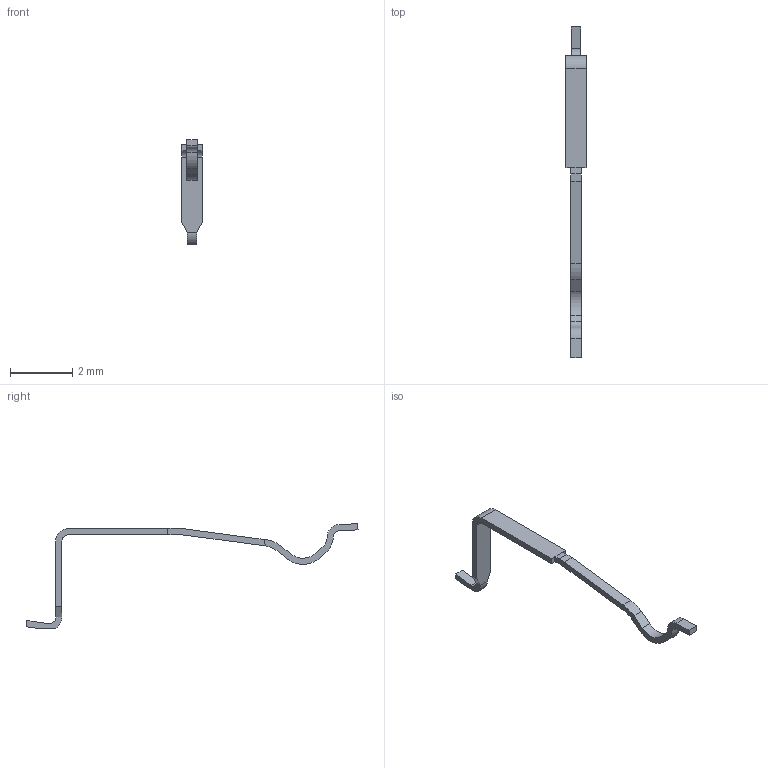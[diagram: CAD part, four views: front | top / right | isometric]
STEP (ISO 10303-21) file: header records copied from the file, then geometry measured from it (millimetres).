
FILE_DESCRIPTION((''),'2;1');
FILE_NAME('FCI_10058937-100ABTLF-.stp','2013-01-09T10:35:28',(''),(''),'Mechanical Desktop 2011','Mechanical Desktop 2011',', , ');
FILE_SCHEMA(('AUTOMOTIVE_DESIGN { 1 2 10303 214 1 1 1 1 }'));
Length unit declared in the file: millimetre
Products named in the file (1): Product
Bounding box: 0.65 x 10.65 x 3.36 mm (x, y, z)
Volume: 1.3 mm3; surface area: 19.3 mm2
Topology: 2 solids, 2 shells, 47 faces, 121 edges, 78 vertices
Faces by surface type: plane 35, cylinder 12
Entity records: 1466 total; most frequent: CARTESIAN_POINT 247, ORIENTED_EDGE 242, DIRECTION 241, EDGE_CURVE 121, VECTOR 97, LINE 97, VERTEX_POINT 78, AXIS2_PLACEMENT_3D 72
